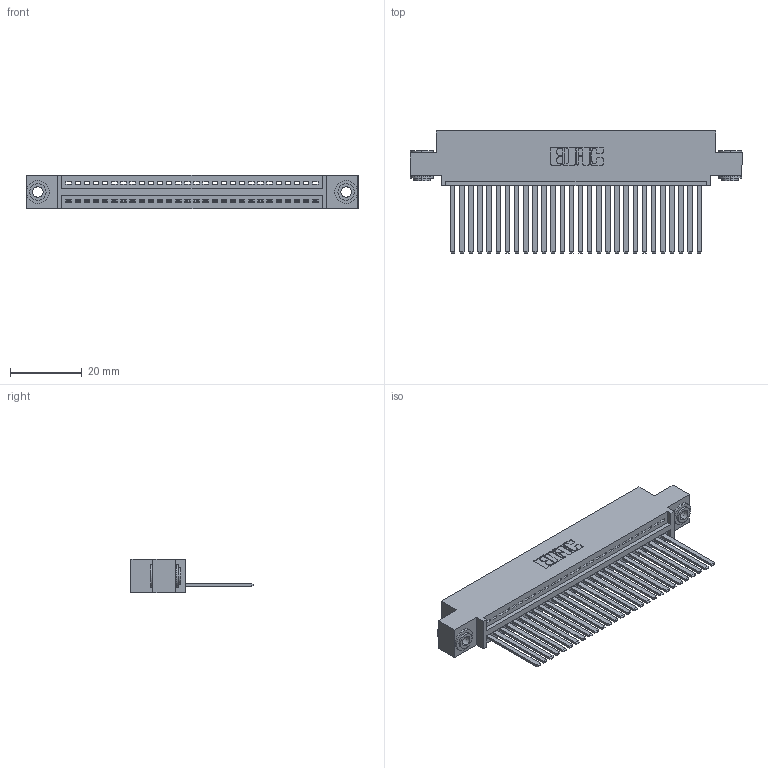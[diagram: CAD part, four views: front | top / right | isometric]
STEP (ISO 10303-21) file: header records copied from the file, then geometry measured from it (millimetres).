
FILE_DESCRIPTION (( 'STEP AP203' ), '1' );
FILE_NAME ('395-028-544-403.STEP', '2018-11-10T13:24:12', ( '' ), ( '' ), 'SwSTEP 2.0', 'SolidWorks 2016', '' );
FILE_SCHEMA (( 'CONFIG_CONTROL_DESIGN' ));
Length unit declared in the file: inch
Products named in the file (4): 345-250-002_345-250-002-102; 345-292-001_345-293-144; 345 Part_0.110 Offset - 0.156 Dia-TH; 395-028-544-403
Assembly tree (31 placements, depth 2):
  395-028-544-403
    345 Part_0.110 Offset - 0.156 Dia-TH
    345-292-001_345-293-144  x28
    345-250-002_345-250-002-102  x2
Bounding box: 92.33 x 33.96 x 9.4 mm (x, y, z)
Volume: 8925.1 mm3; surface area: 12940.3 mm2
Topology: 31 solids, 31 shells, 1624 faces, 4853 edges, 3194 vertices
Faces by surface type: plane 1102, cylinder 514, cone 8
Entity records: 23556 total; most frequent: CARTESIAN_POINT 4059, ORIENTED_EDGE 4014, DIRECTION 3593, EDGE_CURVE 2007, LINE 1743, VECTOR 1743, VERTEX_POINT 1334, AXIS2_PLACEMENT_3D 925
